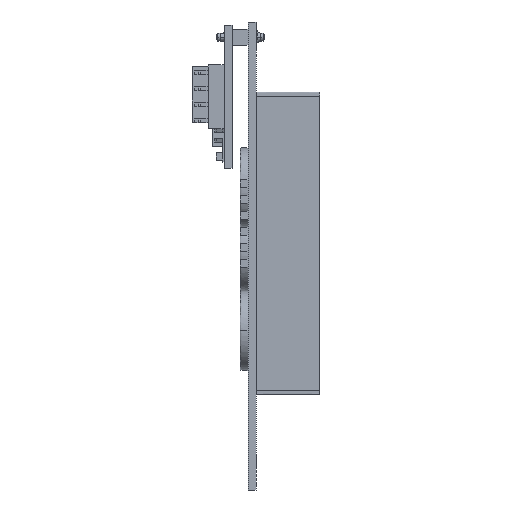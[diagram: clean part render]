
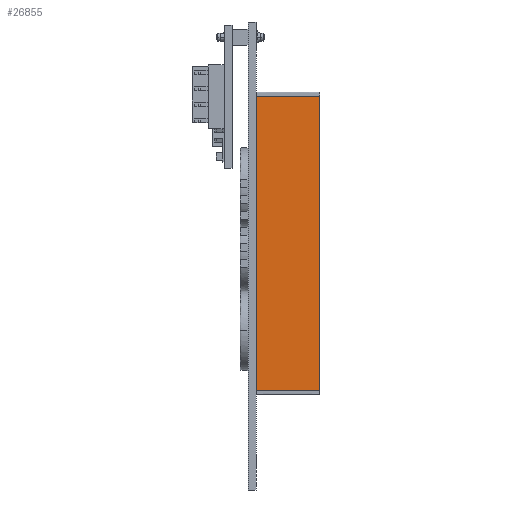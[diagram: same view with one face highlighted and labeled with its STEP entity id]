
A CAD part, front view. The second image highlights one B-rep face of the part: STEP entity #26855.
In plain terms, the highlighted planar face has unit normal (0, -1, 0).
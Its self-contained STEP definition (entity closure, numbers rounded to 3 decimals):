
#26828=AXIS2_PLACEMENT_3D('Plane Axis2P3D',#26825,#26826,#26827) ;
#26771=CARTESIAN_POINT('Vertex',(9.,0.5,12.5)) ;
#26775=CARTESIAN_POINT('Control Point',(1.,0.5,12.5)) ;
#26776=CARTESIAN_POINT('Control Point',(2.6,0.5,12.5)) ;
#26777=CARTESIAN_POINT('Control Point',(4.2,0.5,12.5)) ;
#26778=CARTESIAN_POINT('Control Point',(5.8,0.5,12.5)) ;
#26779=CARTESIAN_POINT('Control Point',(7.4,0.5,12.5)) ;
#26780=CARTESIAN_POINT('Control Point',(9.,0.5,12.5)) ;
#26781=CARTESIAN_POINT('Vertex',(1.,0.5,12.5)) ;
#26825=CARTESIAN_POINT('Axis2P3D Location',(1.,0.5,50.)) ;
#26830=CARTESIAN_POINT('Line Origine',(9.,0.5,31.)) ;
#26834=CARTESIAN_POINT('Vertex',(9.,0.5,49.5)) ;
#26837=CARTESIAN_POINT('Line Origine',(5.,0.5,49.5)) ;
#26841=CARTESIAN_POINT('Vertex',(1.,0.5,49.5)) ;
#26844=CARTESIAN_POINT('Line Origine',(1.,0.5,31.)) ;
#26826=DIRECTION('Axis2P3D Direction',(0.,-1.,0.)) ;
#26827=DIRECTION('Axis2P3D XDirection',(0.,0.,-1.)) ;
#26831=DIRECTION('Vector Direction',(0.,0.,-1.)) ;
#26838=DIRECTION('Vector Direction',(1.,0.,0.)) ;
#26845=DIRECTION('Vector Direction',(0.,0.,-1.)) ;
#26832=VECTOR('Line Direction',#26831,1.) ;
#26839=VECTOR('Line Direction',#26838,1.) ;
#26846=VECTOR('Line Direction',#26845,1.) ;
#26850=ORIENTED_EDGE('',*,*,#26836,.F.) ;
#26851=ORIENTED_EDGE('',*,*,#26843,.F.) ;
#26852=ORIENTED_EDGE('',*,*,#26848,.T.) ;
#26853=ORIENTED_EDGE('',*,*,#26783,.T.) ;
#26855=ADVANCED_FACE('PartBody',(#26854),#26829,.T.) ;
#26783=EDGE_CURVE('',#26782,#26772,#26774,.T.) ;
#26836=EDGE_CURVE('',#26835,#26772,#26833,.T.) ;
#26843=EDGE_CURVE('',#26842,#26835,#26840,.T.) ;
#26848=EDGE_CURVE('',#26842,#26782,#26847,.T.) ;
#26849=EDGE_LOOP('',(#26850,#26851,#26852,#26853)) ;
#26854=FACE_OUTER_BOUND('',#26849,.T.) ;
#26833=LINE('Line',#26830,#26832) ;
#26840=LINE('Line',#26837,#26839) ;
#26847=LINE('Line',#26844,#26846) ;
#26829=PLANE('Plane',#26828) ;
#26772=VERTEX_POINT('',#26771) ;
#26782=VERTEX_POINT('',#26781) ;
#26835=VERTEX_POINT('',#26834) ;
#26842=VERTEX_POINT('',#26841) ;
#26774=(BOUNDED_CURVE()B_SPLINE_CURVE(5,(#26775,#26776,#26777,#26778,#26779,#26780),.UNSPECIFIED.,.F.,.U.)B_SPLINE_CURVE_WITH_KNOTS((6,6),(2.263,13.576),.UNSPECIFIED.)CURVE()GEOMETRIC_REPRESENTATION_ITEM()RATIONAL_B_SPLINE_CURVE((1.,1.,1.,1.,1.,1.))REPRESENTATION_ITEM('')) ;
